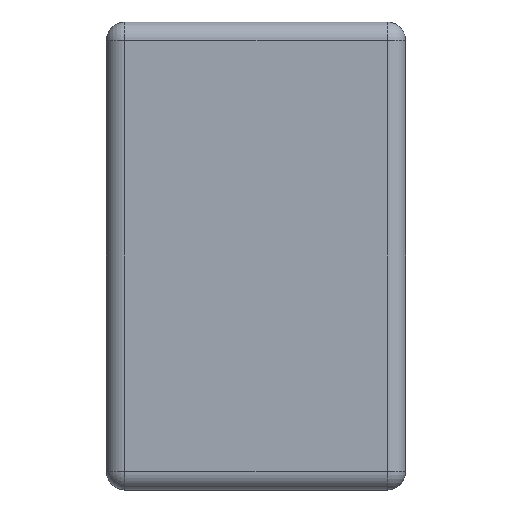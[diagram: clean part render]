
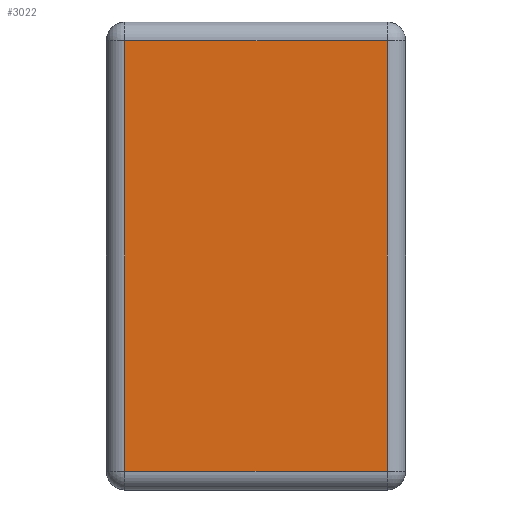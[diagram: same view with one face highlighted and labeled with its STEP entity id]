
A CAD part, left-side view. The second image highlights one B-rep face of the part: STEP entity #3022.
In plain terms, the highlighted planar face has unit normal (-1, 0, 0).
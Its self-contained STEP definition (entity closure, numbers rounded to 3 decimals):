
#70 = EDGE_CURVE ( 'NONE', #314, #1481, #2825, .T. ) ;
#94 = DIRECTION ( 'NONE',  ( 0., 0., -1. ) ) ;
#192 = LINE ( 'NONE', #3060, #851 ) ;
#314 = VERTEX_POINT ( 'NONE', #520 ) ;
#347 = ORIENTED_EDGE ( 'NONE', *, *, #2408, .T. ) ;
#485 = DIRECTION ( 'NONE',  ( 0., -1., 0. ) ) ;
#520 = CARTESIAN_POINT ( 'NONE',  ( -1., 0.75, -0.575 ) ) ;
#539 = LINE ( 'NONE', #2983, #925 ) ;
#599 = DIRECTION ( 'NONE',  ( 0., 0., -1. ) ) ;
#708 = LINE ( 'NONE', #2585, #2461 ) ;
#741 = PLANE ( 'NONE',  #1832 ) ;
#749 = CARTESIAN_POINT ( 'NONE',  ( -1., 0.05, 0.575 ) ) ;
#851 = VECTOR ( 'NONE', #1142, 1000. ) ;
#925 = VECTOR ( 'NONE', #599, 1000. ) ;
#958 = CARTESIAN_POINT ( 'NONE',  ( -1., 2.196, -0.575 ) ) ;
#1007 = VECTOR ( 'NONE', #485, 1000. ) ;
#1142 = DIRECTION ( 'NONE',  ( 0., 1., 0. ) ) ;
#1163 = VERTEX_POINT ( 'NONE', #2569 ) ;
#1249 = DIRECTION ( 'NONE',  ( 1., 0., 0. ) ) ;
#1261 = FACE_OUTER_BOUND ( 'NONE', #2125, .T. ) ;
#1481 = VERTEX_POINT ( 'NONE', #1490 ) ;
#1490 = CARTESIAN_POINT ( 'NONE',  ( -1., 0.05, -0.575 ) ) ;
#1611 = ORIENTED_EDGE ( 'NONE', *, *, #70, .T. ) ;
#1623 = ORIENTED_EDGE ( 'NONE', *, *, #2066, .T. ) ;
#1832 = AXIS2_PLACEMENT_3D ( 'NONE', #2698, #1249, #94 ) ;
#1902 = ORIENTED_EDGE ( 'NONE', *, *, #2035, .T. ) ;
#2035 = EDGE_CURVE ( 'NONE', #2297, #1163, #192, .T. ) ;
#2066 = EDGE_CURVE ( 'NONE', #1481, #2297, #708, .T. ) ;
#2125 = EDGE_LOOP ( 'NONE', ( #1611, #1623, #1902, #347 ) ) ;
#2159 = DIRECTION ( 'NONE',  ( 0., 0., 1. ) ) ;
#2297 = VERTEX_POINT ( 'NONE', #749 ) ;
#2408 = EDGE_CURVE ( 'NONE', #1163, #314, #539, .T. ) ;
#2461 = VECTOR ( 'NONE', #2159, 1000. ) ;
#2569 = CARTESIAN_POINT ( 'NONE',  ( -1., 0.75, 0.575 ) ) ;
#2585 = CARTESIAN_POINT ( 'NONE',  ( -1., 0.05, -0.625 ) ) ;
#2698 = CARTESIAN_POINT ( 'NONE',  ( -1., 2.196, -0.625 ) ) ;
#2825 = LINE ( 'NONE', #958, #1007 ) ;
#2983 = CARTESIAN_POINT ( 'NONE',  ( -1., 0.75, -0.625 ) ) ;
#3022 = ADVANCED_FACE ( 'NONE', ( #1261 ), #741, .F. ) ;
#3060 = CARTESIAN_POINT ( 'NONE',  ( -1., 2.196, 0.575 ) ) ;
